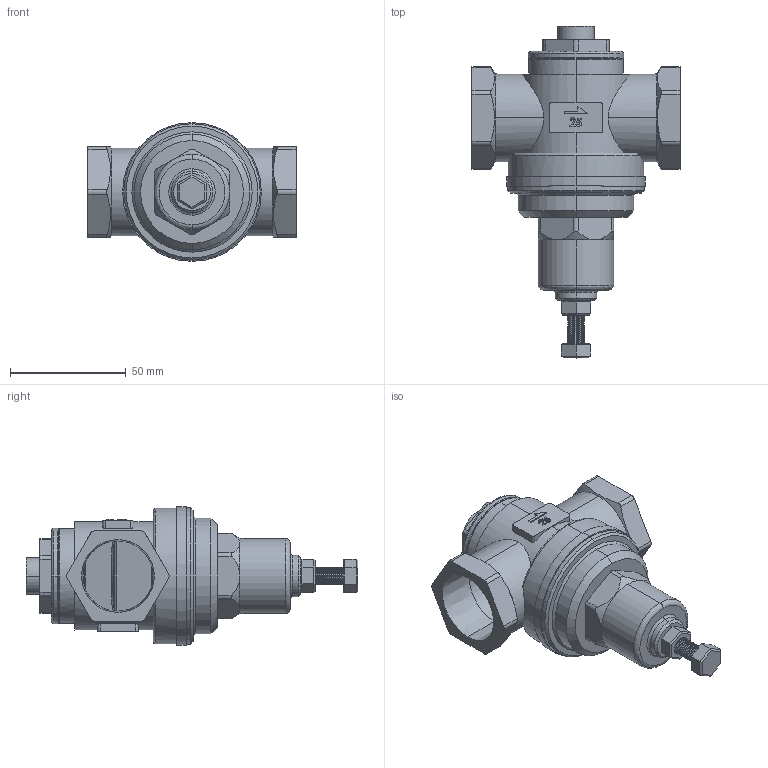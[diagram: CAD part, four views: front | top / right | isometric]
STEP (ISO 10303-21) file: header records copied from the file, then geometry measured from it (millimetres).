
FILE_DESCRIPTION (( 'STEP AP203' ), '1' );
FILE_NAME ('7SS100.STEP', '2018-06-25T18:14:41', ( 'IT' ), ( 'Microsoft' ), 'SwSTEP 2.0', 'SolidWorks 2018', '' );
FILE_SCHEMA (( 'CONFIG_CONTROL_DESIGN' ));
Length unit declared in the file: inch
Products named in the file (1): 7SS100
Bounding box: 90 x 143.6 x 60 mm (x, y, z)
Volume: 105040.3 mm3; surface area: 57679.8 mm2
Topology: 5 solids, 5 shells, 415 faces, 1083 edges, 703 vertices
Faces by surface type: cylinder 202, plane 141, cone 45, bspline 27
Entity records: 19069 total; most frequent: CARTESIAN_POINT 9524, ORIENTED_EDGE 2166, DIRECTION 1768, EDGE_CURVE 1083, VERTEX_POINT 703, AXIS2_PLACEMENT_3D 636, LINE 496, VECTOR 496
